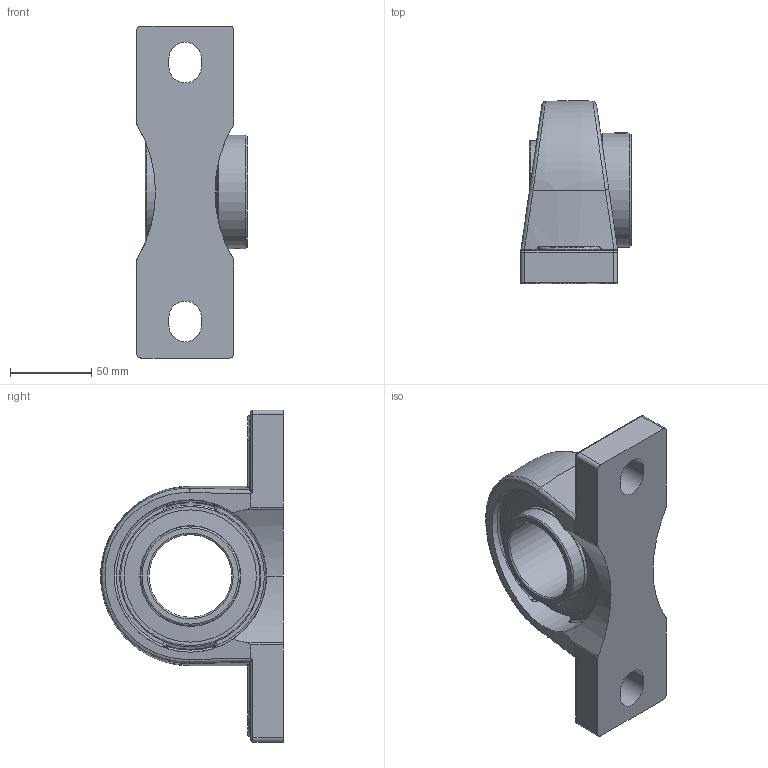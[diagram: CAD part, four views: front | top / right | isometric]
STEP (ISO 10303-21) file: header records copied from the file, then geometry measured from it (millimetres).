
FILE_DESCRIPTION(('HOOPS Exchange Step'),'2;1');
FILE_NAME('export-509FBF3E-8A45-4DB6-B092-C53A5D58E7A2.stp','2020-05-21T08:48:05-07:00',('dkerr'),('Alibre'),'HOOPS Exchange 2020.0','Alibre','Unknown authorisation');
FILE_SCHEMA( ('AP242_MANAGED_MODEL_BASED_3D_ENGINEERING_MIM_LF {1 0 10303 442 1 1 4 }') );
Length unit declared in the file: inch
Products named in the file (8): MRN SPM 210 L4L; SHC 210 (Ball Bearing); SHC 210 (Shield); SHC 210 (Setscrew); SHC 210-32 L4L (2.000inch) (Race); SHC 210-32 (Collar); MRN SHC 210-32 L4L (2.000inch); MRN SHCSPM 210-32 L4L (2.000inch)
Assembly tree (7 placements, depth 3):
  MRN SHCSPM 210-32 L4L (2.000inch)
    MRN SPM 210 L4L
    MRN SHC 210-32 L4L (2.000inch)
      SHC 210 (Ball Bearing)
      SHC 210 (Shield)
      SHC 210 (Setscrew)
      SHC 210-32 L4L (2.000inch) (Race)
      SHC 210-32 (Collar)
Bounding box: 67.85 x 112.33 x 204 mm (x, y, z)
Volume: 418290.1 mm3; surface area: 118122.5 mm2
Topology: 17 solids, 17 shells, 199 faces, 525 edges, 336 vertices
Faces by surface type: cylinder 69, plane 53, torus 26, bspline 22, sphere 17, cone 12
Full cylindrical faces by diameter (mm): 7.925 x1, 7.938 x2, 50.8 x2, 55.829 x2, 60.96 x4, 61.976 x2, 69.9 x1, 76.2 x2, 81.28 x4, 93.638 x2, 100.1 x1
Entity records: 13398 total; most frequent: CARTESIAN_POINT 8325, DIRECTION 1063, ORIENTED_EDGE 992, EDGE_CURVE 496, AXIS2_PLACEMENT_3D 453, VERTEX_POINT 336, CIRCLE 233, EDGE_LOOP 222
